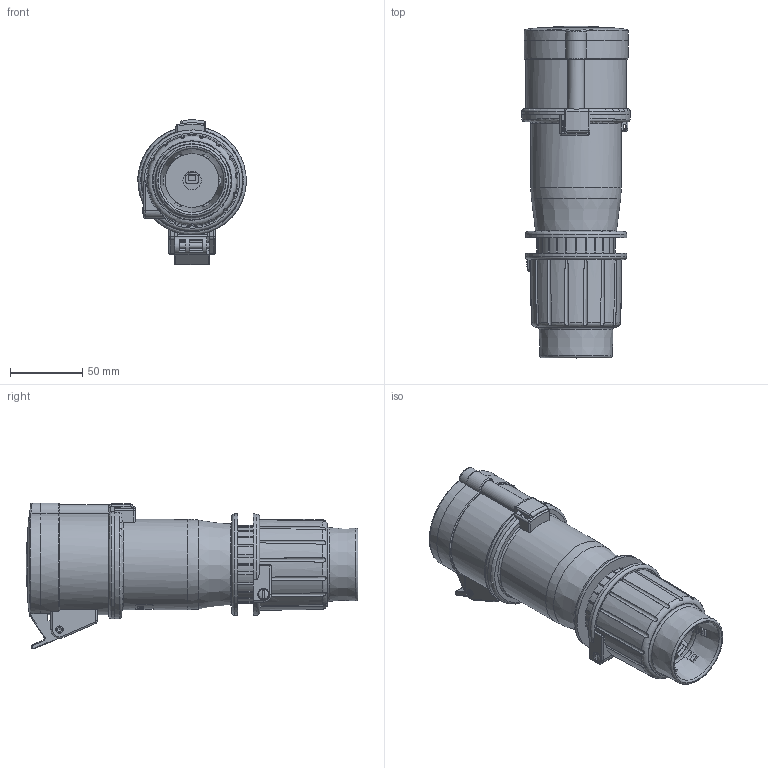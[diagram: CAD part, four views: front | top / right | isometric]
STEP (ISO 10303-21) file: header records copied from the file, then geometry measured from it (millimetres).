
FILE_DESCRIPTION(/* description */ (''),/* implementation_level */ '2;1');
FILE_NAME(/* name */ '4003573.stp',/* time_stamp */ '2019-03-01T11:14:26+01:00',/* author */ (''),/* organization */ (''),/* preprocessor_version */ 'ST-DEVELOPER v16.7',/* originating_system */ 'SIEMENS PLM Software NX 12.0',/* authorisation */ '');
FILE_SCHEMA (('AUTOMOTIVE_DESIGN { 1 0 10303 214 3 1 1 1 }'));
Products named in the file (1): bsom23CC53FBp0kc
Bounding box: 74.94 x 229.7 x 100.86 mm (x, y, z)
Volume: 300147.6 mm3; surface area: 230758.3 mm2
Topology: 12 solids, 12 shells, 1583 faces, 4209 edges, 2695 vertices
Faces by surface type: plane 630, cylinder 489, torus 150, cone 145, bspline 135, sphere 30, revolution 4
Full cylindrical faces by diameter (mm): 1.5 x1, 2 x4, 2.4 x1, 2.7 x3, 3 x3, 3.5 x2, 4 x1, 4.2 x7, 4.3 x2, 4.5 x1, 5 x4, 5.5 x5, 6 x3, 6.9 x1, 7.3 x4, 7.938 x1, 8.5 x4, 9.4 x1, 10.5 x1, 11 x4, 12.7 x1, 13 x1, 15.88 x1, 15.92 x1, 18.98 x1, 19.02 x1, 22.18 x1, 22.22 x1, 25.38 x1, 25.42 x1
Entity records: 57744 total; most frequent: CARTESIAN_POINT 20382, ORIENTED_EDGE 7902, DIRECTION 7473, EDGE_CURVE 3951, AXIS2_PLACEMENT_3D 2892, VERTEX_POINT 2607, EDGE_LOOP 1860, LINE 1685
